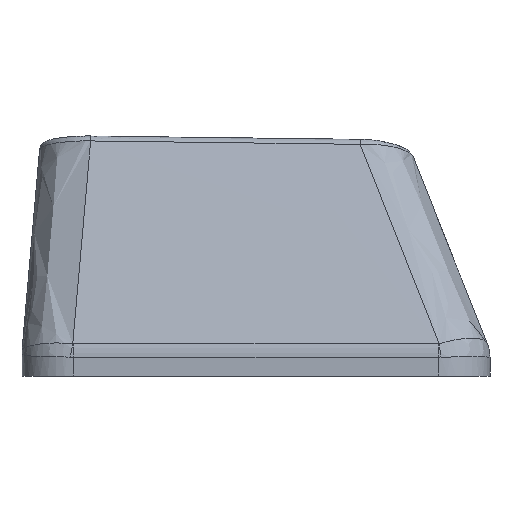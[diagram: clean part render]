
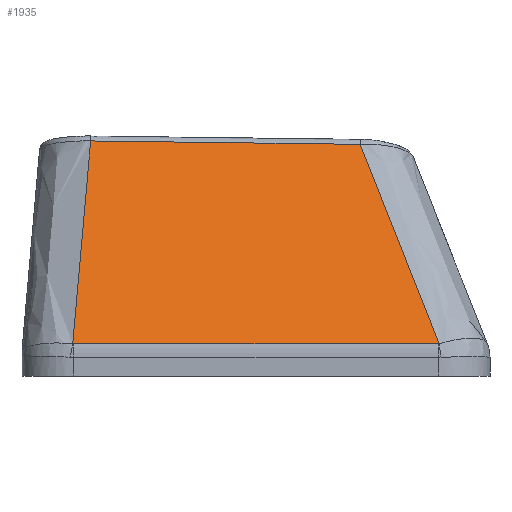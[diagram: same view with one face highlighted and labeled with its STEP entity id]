
A CAD part, left-side view. The second image highlights one B-rep face of the part: STEP entity #1935.
In plain terms, the highlighted free-form (B-spline) face has degree [3, 3] with [4, 4] control points.
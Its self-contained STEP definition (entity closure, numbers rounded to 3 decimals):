
#237=FACE_OUTER_BOUND('',#331,.T.);
#331=EDGE_LOOP('',(#1517,#1518,#1519,#1520,#1521,#1522));
#550=B_SPLINE_CURVE_WITH_KNOTS('',3,(#4329,#4330,#4331,#4332),
 .UNSPECIFIED.,.F.,.F.,(4,4),(0.,0.003),.UNSPECIFIED.);
#552=B_SPLINE_CURVE_WITH_KNOTS('',3,(#4356,#4357,#4358,#4359),
 .UNSPECIFIED.,.F.,.F.,(4,4),(0.,1.416),.UNSPECIFIED.);
#554=B_SPLINE_CURVE_WITH_KNOTS('',3,(#4383,#4384,#4385,#4386),
 .UNSPECIFIED.,.F.,.F.,(4,4),(0.,0.003),.UNSPECIFIED.);
#557=B_SPLINE_CURVE_WITH_KNOTS('',3,(#4482,#4483,#4484,#4485),
 .UNSPECIFIED.,.F.,.F.,(4,4),(0.032,0.914),
 .UNSPECIFIED.);
#558=B_SPLINE_CURVE_WITH_KNOTS('',3,(#4487,#4488,#4489,#4490),
 .UNSPECIFIED.,.F.,.F.,(4,4),(-1.046,0.),
 .UNSPECIFIED.);
#559=B_SPLINE_CURVE_WITH_KNOTS('',3,(#4491,#4492,#4493,#4494),
 .UNSPECIFIED.,.F.,.F.,(4,4),(-0.869,-0.026),
 .UNSPECIFIED.);
#781=VERTEX_POINT('',#4288);
#783=VERTEX_POINT('',#4327);
#785=VERTEX_POINT('',#4354);
#787=VERTEX_POINT('',#4381);
#794=VERTEX_POINT('',#4481);
#795=VERTEX_POINT('',#4486);
#1044=EDGE_CURVE('',#783,#781,#550,.T.);
#1047=EDGE_CURVE('',#785,#783,#552,.T.);
#1050=EDGE_CURVE('',#787,#785,#554,.T.);
#1062=EDGE_CURVE('',#794,#787,#557,.T.);
#1063=EDGE_CURVE('',#795,#794,#558,.T.);
#1064=EDGE_CURVE('',#781,#795,#559,.T.);
#1517=ORIENTED_EDGE('',*,*,#1044,.F.);
#1518=ORIENTED_EDGE('',*,*,#1047,.F.);
#1519=ORIENTED_EDGE('',*,*,#1050,.F.);
#1520=ORIENTED_EDGE('',*,*,#1062,.F.);
#1521=ORIENTED_EDGE('',*,*,#1063,.F.);
#1522=ORIENTED_EDGE('',*,*,#1064,.F.);
#1874=B_SPLINE_SURFACE_WITH_KNOTS('',3,3,((#4465,#4466,#4467,#4468),(#4469,
#4470,#4471,#4472),(#4473,#4474,#4475,#4476),(#4477,#4478,#4479,#4480)),
 .UNSPECIFIED.,.F.,.F.,.F.,(4,4),(4,4),(0.104,0.892),
(0.029,0.97),.UNSPECIFIED.);
#1935=ADVANCED_FACE('',(#237),#1874,.T.);
#4288=CARTESIAN_POINT('',(-8.986,7.111,0.255));
#4327=CARTESIAN_POINT('',(-8.987,7.08,0.253));
#4329=CARTESIAN_POINT('Ctrl Pts',(-8.987,7.08,0.253));
#4330=CARTESIAN_POINT('Ctrl Pts',(-8.987,7.091,0.253));
#4331=CARTESIAN_POINT('Ctrl Pts',(-8.986,7.101,0.254));
#4332=CARTESIAN_POINT('Ctrl Pts',(-8.986,7.111,0.255));
#4354=CARTESIAN_POINT('',(-8.984,-7.081,0.255));
#4356=CARTESIAN_POINT('Ctrl Pts',(-8.984,-7.081,0.255));
#4357=CARTESIAN_POINT('Ctrl Pts',(-8.985,-2.36,0.255));
#4358=CARTESIAN_POINT('Ctrl Pts',(-8.986,2.36,0.254));
#4359=CARTESIAN_POINT('Ctrl Pts',(-8.987,7.08,0.253));
#4381=CARTESIAN_POINT('',(-8.984,-7.106,0.257));
#4383=CARTESIAN_POINT('Ctrl Pts',(-8.984,-7.106,0.257));
#4384=CARTESIAN_POINT('Ctrl Pts',(-8.984,-7.098,0.256));
#4385=CARTESIAN_POINT('Ctrl Pts',(-8.984,-7.089,0.255));
#4386=CARTESIAN_POINT('Ctrl Pts',(-8.984,-7.081,0.255));
#4465=CARTESIAN_POINT('Ctrl Pts',(-6.06,-4.418,8.028));
#4466=CARTESIAN_POINT('Ctrl Pts',(-7.036,-5.315,5.435));
#4467=CARTESIAN_POINT('Ctrl Pts',(-8.011,-6.212,2.843));
#4468=CARTESIAN_POINT('Ctrl Pts',(-8.987,-7.109,0.25));
#4469=CARTESIAN_POINT('Ctrl Pts',(-6.06,-0.669,
8.062));
#4470=CARTESIAN_POINT('Ctrl Pts',(-7.036,-1.236,5.458));
#4471=CARTESIAN_POINT('Ctrl Pts',(-8.011,-1.802,2.854));
#4472=CARTESIAN_POINT('Ctrl Pts',(-8.987,-2.369,0.251));
#4473=CARTESIAN_POINT('Ctrl Pts',(-6.06,3.08,8.095));
#4474=CARTESIAN_POINT('Ctrl Pts',(-7.036,2.844,5.481));
#4475=CARTESIAN_POINT('Ctrl Pts',(-8.011,2.607,2.866));
#4476=CARTESIAN_POINT('Ctrl Pts',(-8.987,2.371,0.252));
#4477=CARTESIAN_POINT('Ctrl Pts',(-6.06,6.828,8.128));
#4478=CARTESIAN_POINT('Ctrl Pts',(-7.036,6.923,5.503));
#4479=CARTESIAN_POINT('Ctrl Pts',(-8.011,7.017,2.878));
#4480=CARTESIAN_POINT('Ctrl Pts',(-8.987,7.111,0.253));
#4481=CARTESIAN_POINT('',(-6.075,-4.042,7.993));
#4482=CARTESIAN_POINT('Ctrl Pts',(-6.075,-4.042,7.993));
#4483=CARTESIAN_POINT('Ctrl Pts',(-7.044,-5.063,5.414));
#4484=CARTESIAN_POINT('Ctrl Pts',(-8.014,-6.085,2.836));
#4485=CARTESIAN_POINT('Ctrl Pts',(-8.984,-7.106,0.257));
#4486=CARTESIAN_POINT('',(-6.06,6.417,8.125));
#4487=CARTESIAN_POINT('Ctrl Pts',(-6.06,6.417,8.125));
#4488=CARTESIAN_POINT('Ctrl Pts',(-6.065,2.93,8.081));
#4489=CARTESIAN_POINT('Ctrl Pts',(-6.07,-0.556,8.038));
#4490=CARTESIAN_POINT('Ctrl Pts',(-6.075,-4.042,7.993));
#4491=CARTESIAN_POINT('Ctrl Pts',(-8.986,7.111,0.255));
#4492=CARTESIAN_POINT('Ctrl Pts',(-8.011,6.88,2.879));
#4493=CARTESIAN_POINT('Ctrl Pts',(-7.036,6.649,5.502));
#4494=CARTESIAN_POINT('Ctrl Pts',(-6.06,6.417,8.125));
